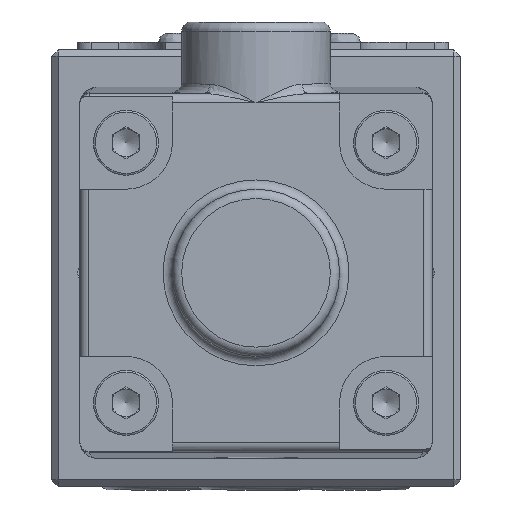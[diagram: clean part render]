
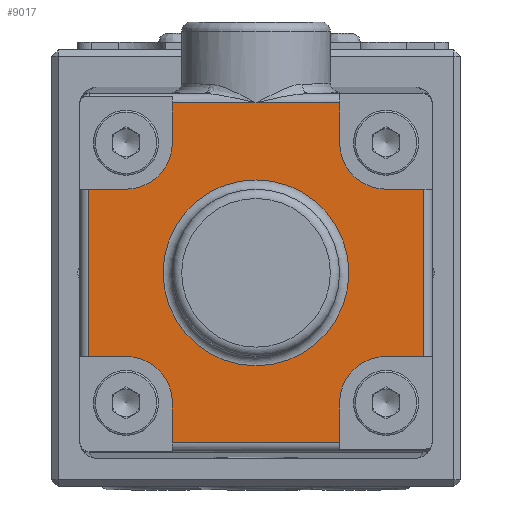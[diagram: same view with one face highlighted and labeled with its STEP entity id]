
A CAD part, left-side view. The second image highlights one B-rep face of the part: STEP entity #9017.
In plain terms, the highlighted planar face has unit normal (-1, 0, 0).
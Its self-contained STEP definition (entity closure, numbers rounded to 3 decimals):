
#2302=LINE('',#50368,#4223);
#2308=LINE('',#50440,#4229);
#2309=LINE('',#50450,#4230);
#2322=LINE('',#50617,#4243);
#2323=LINE('',#50618,#4244);
#2324=LINE('',#50620,#4245);
#2325=LINE('',#50624,#4246);
#2326=LINE('',#50625,#4247);
#2327=LINE('',#50629,#4248);
#2328=LINE('',#50631,#4249);
#2329=LINE('',#50633,#4250);
#2330=LINE('',#50637,#4251);
#2331=LINE('',#50638,#4252);
#4223=VECTOR('',#26762,1.);
#4229=VECTOR('',#26822,1.);
#4230=VECTOR('',#26837,1.);
#4243=VECTOR('',#26888,1.);
#4244=VECTOR('',#26889,1.);
#4245=VECTOR('',#26890,1.);
#4246=VECTOR('',#26893,1.);
#4247=VECTOR('',#26894,1.);
#4248=VECTOR('',#26897,1.);
#4249=VECTOR('',#26898,1.);
#4250=VECTOR('',#26899,1.);
#4251=VECTOR('',#26902,1.);
#4252=VECTOR('',#26903,1.);
#7893=PLANE('',#22609);
#9017=ADVANCED_FACE('',(#9631,#9632),#7893,.F.);
#9631=FACE_BOUND('',#10753,.T.);
#9632=FACE_BOUND('',#10754,.T.);
#10753=EDGE_LOOP('',(#15206,#15207,#15208,#15209,#15210,#15211,#15212,#15213,
#15214,#15215,#15216,#15217,#15218,#15219,#15220,#15221,#15222));
#10754=EDGE_LOOP('',(#15223));
#15206=ORIENTED_EDGE('',*,*,#20409,.F.);
#15207=ORIENTED_EDGE('',*,*,#20410,.F.);
#15208=ORIENTED_EDGE('',*,*,#20381,.T.);
#15209=ORIENTED_EDGE('',*,*,#20411,.T.);
#15210=ORIENTED_EDGE('',*,*,#20412,.T.);
#15211=ORIENTED_EDGE('',*,*,#20413,.F.);
#15212=ORIENTED_EDGE('',*,*,#20414,.F.);
#15213=ORIENTED_EDGE('',*,*,#20376,.T.);
#15214=ORIENTED_EDGE('',*,*,#20415,.T.);
#15215=ORIENTED_EDGE('',*,*,#20416,.F.);
#15216=ORIENTED_EDGE('',*,*,#20417,.F.);
#15217=ORIENTED_EDGE('',*,*,#20418,.T.);
#15218=ORIENTED_EDGE('',*,*,#20419,.T.);
#15219=ORIENTED_EDGE('',*,*,#20420,.F.);
#15220=ORIENTED_EDGE('',*,*,#20421,.F.);
#15221=ORIENTED_EDGE('',*,*,#20349,.T.);
#15222=ORIENTED_EDGE('',*,*,#20422,.T.);
#15223=ORIENTED_EDGE('',*,*,#20423,.T.);
#17892=VERTEX_POINT('',#50367);
#17893=VERTEX_POINT('',#50369);
#17911=VERTEX_POINT('',#50430);
#17915=VERTEX_POINT('',#50439);
#17918=VERTEX_POINT('',#50451);
#17919=VERTEX_POINT('',#50452);
#17939=VERTEX_POINT('',#50615);
#17940=VERTEX_POINT('',#50616);
#17941=VERTEX_POINT('',#50619);
#17942=VERTEX_POINT('',#50621);
#17943=VERTEX_POINT('',#50623);
#17944=VERTEX_POINT('',#50626);
#17945=VERTEX_POINT('',#50628);
#17946=VERTEX_POINT('',#50630);
#17947=VERTEX_POINT('',#50632);
#17948=VERTEX_POINT('',#50634);
#17949=VERTEX_POINT('',#50636);
#17950=VERTEX_POINT('',#50640);
#20349=EDGE_CURVE('',#17893,#17892,#2302,.T.);
#20376=EDGE_CURVE('',#17911,#17915,#2308,.T.);
#20381=EDGE_CURVE('',#17918,#17919,#2309,.T.);
#20409=EDGE_CURVE('',#17939,#17940,#21316,.T.);
#20410=EDGE_CURVE('',#17918,#17939,#2322,.T.);
#20411=EDGE_CURVE('',#17919,#17941,#2323,.T.);
#20412=EDGE_CURVE('',#17941,#17942,#2324,.T.);
#20413=EDGE_CURVE('',#17943,#17942,#21317,.T.);
#20414=EDGE_CURVE('',#17911,#17943,#2325,.T.);
#20415=EDGE_CURVE('',#17915,#17944,#2326,.T.);
#20416=EDGE_CURVE('',#17945,#17944,#21318,.T.);
#20417=EDGE_CURVE('',#17946,#17945,#2327,.T.);
#20418=EDGE_CURVE('',#17946,#17947,#2328,.T.);
#20419=EDGE_CURVE('',#17947,#17948,#2329,.T.);
#20420=EDGE_CURVE('',#17949,#17948,#21319,.T.);
#20421=EDGE_CURVE('',#17893,#17949,#2330,.T.);
#20422=EDGE_CURVE('',#17892,#17940,#2331,.T.);
#20423=EDGE_CURVE('',#17950,#17950,#21320,.T.);
#21316=CIRCLE('',#22604,5.);
#21317=CIRCLE('',#22605,5.);
#21318=CIRCLE('',#22606,5.);
#21319=CIRCLE('',#22607,5.);
#21320=CIRCLE('',#22608,10.);
#22604=AXIS2_PLACEMENT_3D('',#50614,#26886,#26887);
#22605=AXIS2_PLACEMENT_3D('',#50622,#26891,#26892);
#22606=AXIS2_PLACEMENT_3D('',#50627,#26895,#26896);
#22607=AXIS2_PLACEMENT_3D('',#50635,#26900,#26901);
#22608=AXIS2_PLACEMENT_3D('',#50639,#26904,#26905);
#22609=AXIS2_PLACEMENT_3D('',#50641,#26906,#26907);
#26762=DIRECTION('',(0.,0.,1.));
#26822=DIRECTION('',(0.,0.,-1.));
#26837=DIRECTION('',(0.,1.,0.));
#26886=DIRECTION('',(-1.,0.,0.));
#26887=DIRECTION('',(0.,-1.,0.));
#26888=DIRECTION('',(0.,0.,-1.));
#26889=DIRECTION('',(0.,1.,0.));
#26890=DIRECTION('',(0.,0.,-1.));
#26891=DIRECTION('',(-1.,0.,0.));
#26892=DIRECTION('',(0.,0.,1.));
#26893=DIRECTION('',(0.,-1.,0.));
#26894=DIRECTION('',(0.,-1.,0.));
#26895=DIRECTION('',(-1.,0.,0.));
#26896=DIRECTION('',(0.,1.,0.));
#26897=DIRECTION('',(0.,0.,1.));
#26898=DIRECTION('',(0.,-1.,0.));
#26899=DIRECTION('',(0.,0.,1.));
#26900=DIRECTION('',(-1.,0.,0.));
#26901=DIRECTION('',(0.,0.,-1.));
#26902=DIRECTION('',(0.,1.,0.));
#26903=DIRECTION('',(0.,1.,0.));
#26904=DIRECTION('',(1.,0.,0.));
#26905=DIRECTION('',(0.,-1.,0.));
#26906=DIRECTION('',(1.,0.,0.));
#26907=DIRECTION('',(0.,1.,0.));
#50367=CARTESIAN_POINT('',(59.,-18.,9.));
#50368=CARTESIAN_POINT('',(59.,-18.,0.));
#50369=CARTESIAN_POINT('',(59.,-18.,-9.));
#50430=CARTESIAN_POINT('',(59.,18.,9.));
#50439=CARTESIAN_POINT('',(59.,18.,-9.));
#50440=CARTESIAN_POINT('',(59.,18.,0.));
#50450=CARTESIAN_POINT('',(59.,20.5,18.302));
#50451=CARTESIAN_POINT('',(59.,-9.,18.302));
#50452=CARTESIAN_POINT('',(59.,0.,18.302));
#50614=CARTESIAN_POINT('',(59.,-14.,14.));
#50615=CARTESIAN_POINT('',(59.,-9.,14.));
#50616=CARTESIAN_POINT('',(59.,-14.,9.));
#50617=CARTESIAN_POINT('',(59.,-9.,0.));
#50618=CARTESIAN_POINT('',(59.,20.5,18.302));
#50619=CARTESIAN_POINT('',(59.,9.,18.302));
#50620=CARTESIAN_POINT('',(59.,9.,0.));
#50621=CARTESIAN_POINT('',(59.,9.,14.));
#50622=CARTESIAN_POINT('',(59.,14.,14.));
#50623=CARTESIAN_POINT('',(59.,14.,9.));
#50624=CARTESIAN_POINT('',(59.,0.,9.));
#50625=CARTESIAN_POINT('',(59.,0.,-9.));
#50626=CARTESIAN_POINT('',(59.,14.,-9.));
#50627=CARTESIAN_POINT('',(59.,14.,-14.));
#50628=CARTESIAN_POINT('',(59.,9.,-14.));
#50629=CARTESIAN_POINT('',(59.,9.,0.));
#50630=CARTESIAN_POINT('',(59.,9.,-18.302));
#50631=CARTESIAN_POINT('',(59.,20.5,-18.302));
#50632=CARTESIAN_POINT('',(59.,-9.,-18.302));
#50633=CARTESIAN_POINT('',(59.,-9.,0.));
#50634=CARTESIAN_POINT('',(59.,-9.,-14.));
#50635=CARTESIAN_POINT('',(59.,-14.,-14.));
#50636=CARTESIAN_POINT('',(59.,-14.,-9.));
#50637=CARTESIAN_POINT('',(59.,0.,-9.));
#50638=CARTESIAN_POINT('',(59.,0.,9.));
#50639=CARTESIAN_POINT('',(59.,0.,0.));
#50640=CARTESIAN_POINT('',(59.,-10.,0.));
#50641=CARTESIAN_POINT('',(59.,0.,0.));
